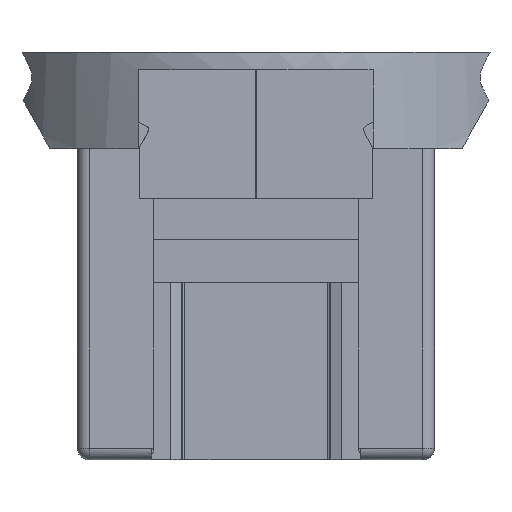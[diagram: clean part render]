
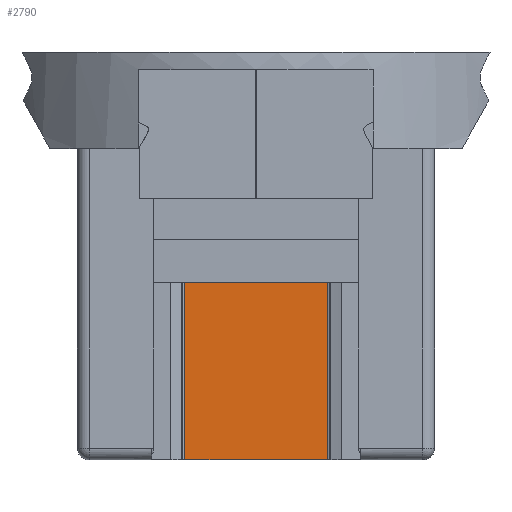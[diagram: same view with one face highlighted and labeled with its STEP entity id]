
A CAD part, left-side view. The second image highlights one B-rep face of the part: STEP entity #2790.
In plain terms, the highlighted planar face has unit normal (-1, 0, 0).
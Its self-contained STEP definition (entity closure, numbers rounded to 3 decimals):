
#276=FACE_OUTER_BOUND('',#436,.T.);
#436=EDGE_LOOP('',(#2422,#2423,#2424,#2425));
#737=LINE('',#4658,#1038);
#738=LINE('',#4662,#1039);
#739=LINE('',#4664,#1040);
#740=LINE('',#4665,#1041);
#1038=VECTOR('',#3707,10.);
#1039=VECTOR('',#3712,10.);
#1040=VECTOR('',#3713,10.);
#1041=VECTOR('',#3714,10.);
#1327=VERTEX_POINT('',#4655);
#1328=VERTEX_POINT('',#4657);
#1329=VERTEX_POINT('',#4661);
#1330=VERTEX_POINT('',#4663);
#1705=EDGE_CURVE('',#1327,#1328,#737,.T.);
#1707=EDGE_CURVE('',#1329,#1327,#738,.T.);
#1708=EDGE_CURVE('',#1329,#1330,#739,.T.);
#1709=EDGE_CURVE('',#1330,#1328,#740,.T.);
#2422=ORIENTED_EDGE('',*,*,#1707,.F.);
#2423=ORIENTED_EDGE('',*,*,#1708,.T.);
#2424=ORIENTED_EDGE('',*,*,#1709,.T.);
#2425=ORIENTED_EDGE('',*,*,#1705,.F.);
#2660=PLANE('',#3016);
#2790=ADVANCED_FACE('',(#276),#2660,.F.);
#3016=AXIS2_PLACEMENT_3D('',#4660,#3710,#3711);
#3707=DIRECTION('',(0.,0.,1.));
#3710=DIRECTION('center_axis',(1.,0.,0.));
#3711=DIRECTION('ref_axis',(0.,1.,0.));
#3712=DIRECTION('',(0.,1.,0.));
#3713=DIRECTION('',(0.,0.,1.));
#3714=DIRECTION('',(0.,1.,0.));
#4655=CARTESIAN_POINT('',(20.177,6.079,-34.85));
#4657=CARTESIAN_POINT('',(20.177,6.079,-19.65));
#4658=CARTESIAN_POINT('',(20.177,6.079,-34.85));
#4660=CARTESIAN_POINT('Origin',(20.177,-6.121,-34.85));
#4661=CARTESIAN_POINT('',(20.177,-6.121,-34.85));
#4662=CARTESIAN_POINT('',(20.177,-3.06,-34.85));
#4663=CARTESIAN_POINT('',(20.177,-6.121,-19.65));
#4664=CARTESIAN_POINT('',(20.177,-6.121,-34.85));
#4665=CARTESIAN_POINT('',(20.177,-6.121,-19.65));
